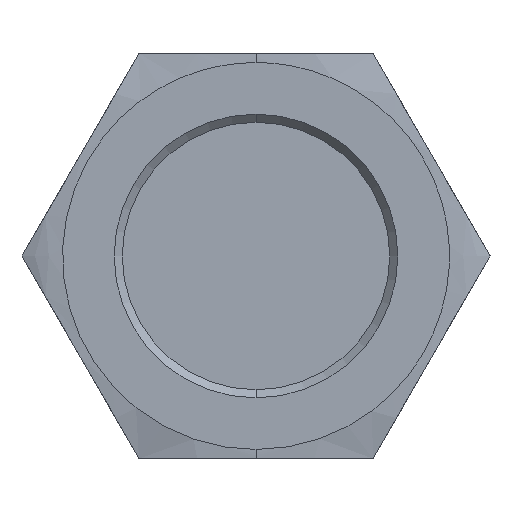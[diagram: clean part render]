
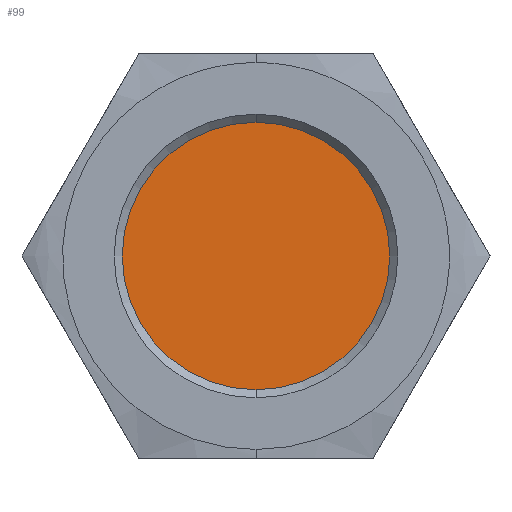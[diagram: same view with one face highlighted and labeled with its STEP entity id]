
A CAD part, front view. The second image highlights one B-rep face of the part: STEP entity #99.
In plain terms, the highlighted planar face has unit normal (0, -1, 0).
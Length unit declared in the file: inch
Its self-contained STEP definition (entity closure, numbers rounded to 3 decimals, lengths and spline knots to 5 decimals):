
#24 = AXIS2_PLACEMENT_3D ( 'NONE', #676, #568, #334 ) ;
#26 = CIRCLE ( 'NONE', #792, 0.0825 ) ;
#67 = DIRECTION ( 'NONE',  ( 0., 0., -1. ) ) ;
#78 = FACE_OUTER_BOUND ( 'NONE', #728, .T. ) ;
#99 = ADVANCED_FACE ( 'NONE', ( #78 ), #440, .T. ) ;
#124 = DIRECTION ( 'NONE',  ( 0., -1., 0. ) ) ;
#184 = EDGE_CURVE ( 'NONE', #310, #321, #583, .T. ) ;
#188 = ORIENTED_EDGE ( 'NONE', *, *, #432, .T. ) ;
#221 = CARTESIAN_POINT ( 'NONE',  ( 0., -2., -0.0825 ) ) ;
#310 = VERTEX_POINT ( 'NONE', #398 ) ;
#321 = VERTEX_POINT ( 'NONE', #221 ) ;
#334 = DIRECTION ( 'NONE',  ( 0., 0., -1. ) ) ;
#359 = CARTESIAN_POINT ( 'NONE',  ( 0., -2., 0. ) ) ;
#398 = CARTESIAN_POINT ( 'NONE',  ( 0., -2., 0.0825 ) ) ;
#402 = ORIENTED_EDGE ( 'NONE', *, *, #184, .T. ) ;
#432 = EDGE_CURVE ( 'NONE', #321, #310, #26, .T. ) ;
#440 = PLANE ( 'NONE',  #547 ) ;
#547 = AXIS2_PLACEMENT_3D ( 'NONE', #359, #124, #67 ) ;
#568 = DIRECTION ( 'NONE',  ( 0., -1., 0. ) ) ;
#583 = CIRCLE ( 'NONE', #24, 0.0825 ) ;
#659 = DIRECTION ( 'NONE',  ( 0., 0., -1. ) ) ;
#676 = CARTESIAN_POINT ( 'NONE',  ( 0., -2., 0. ) ) ;
#684 = DIRECTION ( 'NONE',  ( 0., -1., 0. ) ) ;
#728 = EDGE_LOOP ( 'NONE', ( #188, #402 ) ) ;
#729 = CARTESIAN_POINT ( 'NONE',  ( 0., -2., 0. ) ) ;
#792 = AXIS2_PLACEMENT_3D ( 'NONE', #729, #684, #659 ) ;
